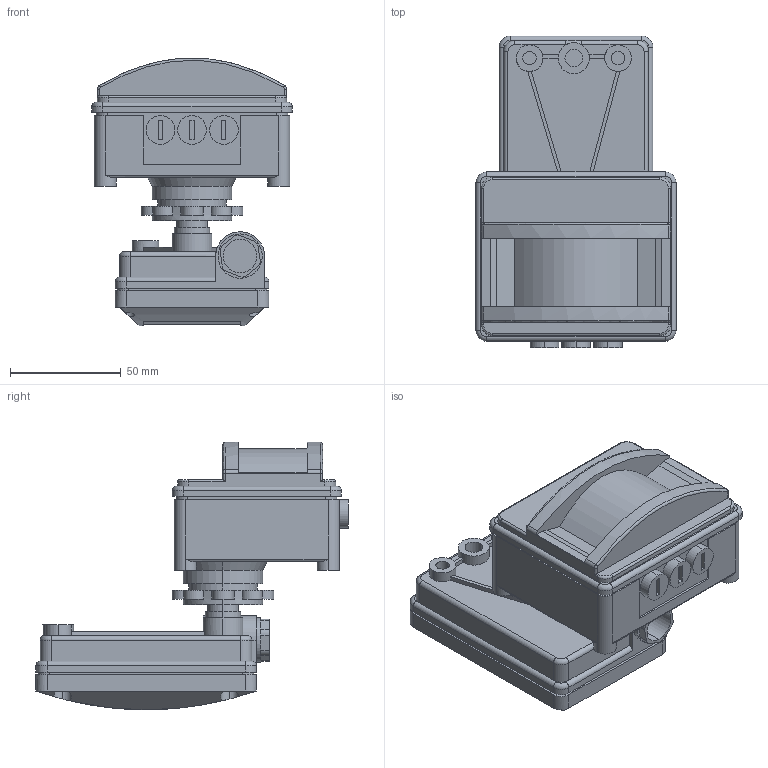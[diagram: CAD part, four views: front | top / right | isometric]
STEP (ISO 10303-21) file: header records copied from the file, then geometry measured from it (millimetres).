
FILE_DESCRIPTION (( 'STEP AP214' ), '1' );
FILE_NAME ('LDD13-017-1100-001 Äàò÷èê äâèæåíèÿ ÄÄ 017 áåëûé, ìàêñ. íàãðóçêà 1100Âò, óãîë îáçîðà 120ãðàä., äàëüíîñòü 12ì, IP44, IEK.STEP', '2017-08-29T07:08:06', ( '' ), ( '' ), 'SwSTEP 2.0', 'SolidWorks 2014', '' );
FILE_SCHEMA (( 'AUTOMOTIVE_DESIGN' ));
Length unit declared in the file: millimetre
Products named in the file (1): LDD13-017-1100-001 Äàò÷èê äâèæåíèÿ ÄÄ 017 áåëûé, ìàêñ. íàãðóçêà 1100Âò, óãîë îáçîðà 120ãðàä., äàëüíîñòü 12ì, IP44, IEK
Bounding box: 90.5 x 141 x 120.92 mm (x, y, z)
Volume: 493135.2 mm3; surface area: 63473.3 mm2
Topology: 1 solids, 1 shells, 463 faces, 1167 edges, 751 vertices
Faces by surface type: plane 258, cylinder 158, torus 37, bspline 8, cone 2
Entity records: 14425 total; most frequent: CARTESIAN_POINT 3058, DIRECTION 2421, ORIENTED_EDGE 2334, EDGE_CURVE 1167, AXIS2_PLACEMENT_3D 855, VERTEX_POINT 751, LINE 711, VECTOR 711
